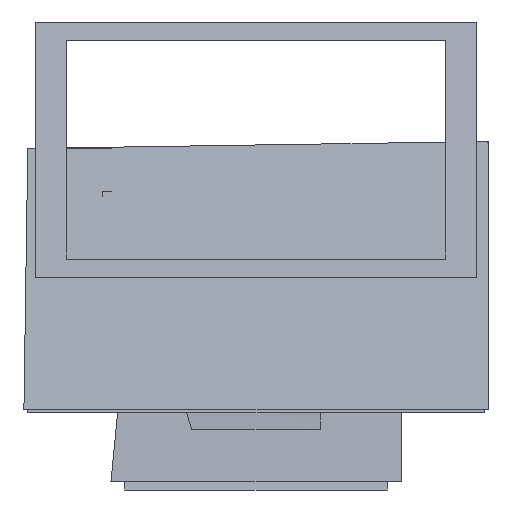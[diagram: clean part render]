
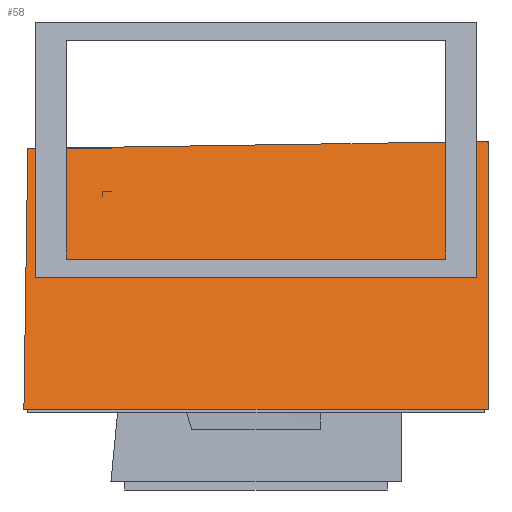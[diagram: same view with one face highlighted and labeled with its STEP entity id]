
A CAD part, isometric view. The second image highlights one B-rep face of the part: STEP entity #58.
In plain terms, the highlighted toroidal (fillet/blend) face has major radius 11.8 mm and minor radius 0.2 mm.
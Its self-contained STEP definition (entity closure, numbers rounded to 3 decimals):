
#58 = ADVANCED_FACE( '', ( #124, #125 ), #126, .T. );
#124 = FACE_OUTER_BOUND( '', #228, .T. );
#125 = FACE_OUTER_BOUND( '', #229, .T. );
#126 = TOROIDAL_SURFACE( '', #230, 11.8, 0.2 );
#228 = EDGE_LOOP( '', ( #307 ) );
#229 = EDGE_LOOP( '', ( #308 ) );
#230 = AXIS2_PLACEMENT_3D( '', #309, #310, #311 );
#307 = ORIENTED_EDGE( '', *, *, #358, .F. );
#308 = ORIENTED_EDGE( '', *, *, #354, .T. );
#309 = CARTESIAN_POINT( '', ( 0., 0., 6.2 ) );
#310 = DIRECTION( '', ( 0., 0., 1. ) );
#311 = DIRECTION( '', ( 1., 0., 0. ) );
#354 = EDGE_CURVE( '', #390, #390, #391, .T. );
#358 = EDGE_CURVE( '', #397, #397, #398, .T. );
#390 = VERTEX_POINT( '', #434 );
#391 = CIRCLE( '', #435, 11.8 );
#397 = VERTEX_POINT( '', #441 );
#398 = CIRCLE( '', #442, 12. );
#434 = CARTESIAN_POINT( '', ( 11.8, 0., 6. ) );
#435 = AXIS2_PLACEMENT_3D( '', #479, #480, #481 );
#441 = CARTESIAN_POINT( '', ( 12., 0., 6.214 ) );
#442 = AXIS2_PLACEMENT_3D( '', #488, #489, #490 );
#479 = CARTESIAN_POINT( '', ( 0., 0., 6. ) );
#480 = DIRECTION( '', ( 0., 0., 1. ) );
#481 = DIRECTION( '', ( 1., 0., 0. ) );
#488 = CARTESIAN_POINT( '', ( 0., 0., 6.214 ) );
#489 = DIRECTION( '', ( 0., 0., 1. ) );
#490 = DIRECTION( '', ( 1., 0., 0. ) );
